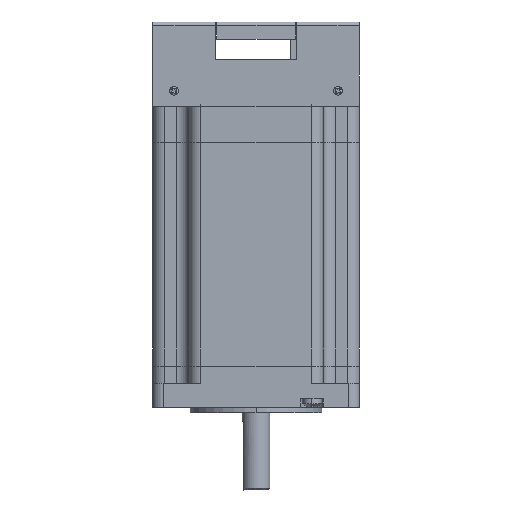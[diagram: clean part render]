
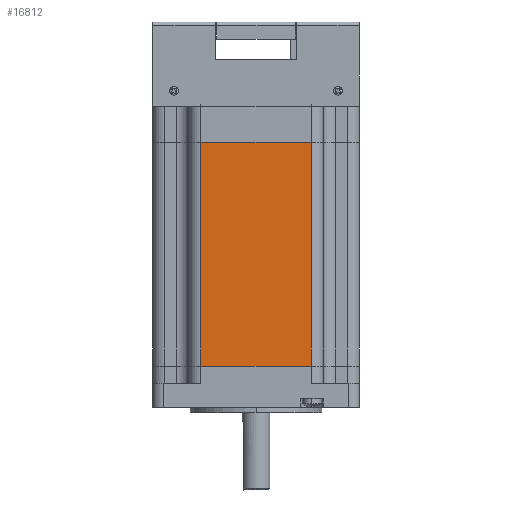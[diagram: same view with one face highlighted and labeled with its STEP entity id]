
A CAD part, front view. The second image highlights one B-rep face of the part: STEP entity #16812.
In plain terms, the highlighted face is planar.
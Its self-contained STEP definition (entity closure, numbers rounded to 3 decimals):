
#7 = VECTOR ( 'NONE', #14565, 1000. ) ;
#555 = VECTOR ( 'NONE', #10373, 1000. ) ;
#961 = VERTEX_POINT ( 'NONE', #25287 ) ;
#4174 = CARTESIAN_POINT ( 'NONE',  ( -30., 28.08, 54. ) ) ;
#4665 = FACE_OUTER_BOUND ( 'NONE', #21725, .T. ) ;
#5596 = LINE ( 'NONE', #20469, #18925 ) ;
#6154 = CARTESIAN_POINT ( 'NONE',  ( -30., -16., 23.25 ) ) ;
#8988 = VECTOR ( 'NONE', #19001, 1000. ) ;
#9354 = CARTESIAN_POINT ( 'NONE',  ( -30., 28.08, -0.93 ) ) ;
#9911 = VERTEX_POINT ( 'NONE', #14843 ) ;
#10200 = AXIS2_PLACEMENT_3D ( 'NONE', #9354, #19811, #13486 ) ;
#10363 = ORIENTED_EDGE ( 'NONE', *, *, #13880, .T. ) ;
#10373 = DIRECTION ( 'NONE',  ( 0., 1., 0. ) ) ;
#10600 = CARTESIAN_POINT ( 'NONE',  ( -30., 28.08, -11. ) ) ;
#12281 = CARTESIAN_POINT ( 'NONE',  ( -30., -16., 54. ) ) ;
#13486 = DIRECTION ( 'NONE',  ( 0., -1., 0. ) ) ;
#13880 = EDGE_CURVE ( 'NONE', #20247, #17666, #20841, .T. ) ;
#14565 = DIRECTION ( 'NONE',  ( 0., 0., 1. ) ) ;
#14843 = CARTESIAN_POINT ( 'NONE',  ( -30., 16., -11. ) ) ;
#15186 = ORIENTED_EDGE ( 'NONE', *, *, #19586, .T. ) ;
#16205 = LINE ( 'NONE', #6154, #7 ) ;
#16812 = ADVANCED_FACE ( 'NONE', ( #4665 ), #17620, .T. ) ;
#17344 = CARTESIAN_POINT ( 'NONE',  ( -30., 16., 54. ) ) ;
#17620 = PLANE ( 'NONE',  #10200 ) ;
#17666 = VERTEX_POINT ( 'NONE', #17344 ) ;
#18925 = VECTOR ( 'NONE', #20195, 1000. ) ;
#19001 = DIRECTION ( 'NONE',  ( 0., -1., 0. ) ) ;
#19586 = EDGE_CURVE ( 'NONE', #9911, #961, #22841, .T. ) ;
#19811 = DIRECTION ( 'NONE',  ( -1., 0., 0. ) ) ;
#20195 = DIRECTION ( 'NONE',  ( 0., 0., -1. ) ) ;
#20247 = VERTEX_POINT ( 'NONE', #12281 ) ;
#20469 = CARTESIAN_POINT ( 'NONE',  ( -30., 16., 23.25 ) ) ;
#20473 = ORIENTED_EDGE ( 'NONE', *, *, #22973, .T. ) ;
#20841 = LINE ( 'NONE', #4174, #555 ) ;
#21725 = EDGE_LOOP ( 'NONE', ( #23787, #10363, #20473, #15186 ) ) ;
#22841 = LINE ( 'NONE', #10600, #8988 ) ;
#22973 = EDGE_CURVE ( 'NONE', #17666, #9911, #5596, .T. ) ;
#23007 = EDGE_CURVE ( 'NONE', #961, #20247, #16205, .T. ) ;
#23787 = ORIENTED_EDGE ( 'NONE', *, *, #23007, .T. ) ;
#25287 = CARTESIAN_POINT ( 'NONE',  ( -30., -16., -11. ) ) ;
